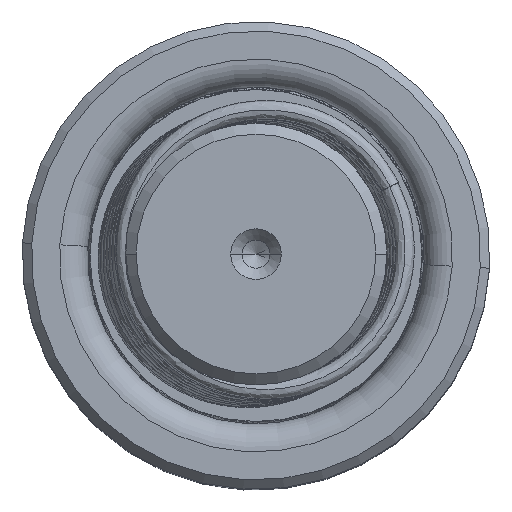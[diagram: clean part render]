
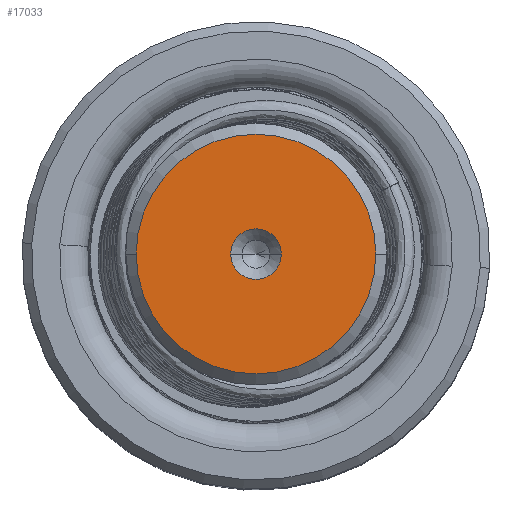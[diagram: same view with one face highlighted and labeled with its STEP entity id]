
A CAD part, top view. The second image highlights one B-rep face of the part: STEP entity #17033.
In plain terms, the highlighted planar face has unit normal (0, 0, 1).
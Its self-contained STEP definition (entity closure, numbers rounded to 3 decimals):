
#10 = DIRECTION ( 'NONE',  ( 1., 0., 0. ) ) ;
#117 = ORIENTED_EDGE ( 'NONE', *, *, #9588, .F. ) ;
#1453 = VERTEX_POINT ( 'NONE', #8507 ) ;
#1829 = DIRECTION ( 'NONE',  ( 1., 0., 0. ) ) ;
#4517 = DIRECTION ( 'NONE',  ( 1., 0., 0. ) ) ;
#5692 = AXIS2_PLACEMENT_3D ( 'NONE', #32329, #47867, #44150 ) ;
#6014 = CIRCLE ( 'NONE', #5692, 2.7 ) ;
#7389 = VERTEX_POINT ( 'NONE', #48512 ) ;
#8507 = CARTESIAN_POINT ( 'NONE',  ( 2.7, 0., 150. ) ) ;
#9588 = EDGE_CURVE ( 'NONE', #1453, #14891, #33317, .T. ) ;
#9947 = EDGE_LOOP ( 'NONE', ( #24649, #41096 ) ) ;
#12111 = FACE_OUTER_BOUND ( 'NONE', #9947, .T. ) ;
#12408 = EDGE_CURVE ( 'NONE', #7389, #35525, #31420, .T. ) ;
#13667 = DIRECTION ( 'NONE',  ( 0., 0., 1. ) ) ;
#14891 = VERTEX_POINT ( 'NONE', #32899 ) ;
#15251 = EDGE_CURVE ( 'NONE', #14891, #1453, #6014, .T. ) ;
#17033 = ADVANCED_FACE ( 'NONE', ( #22371, #12111 ), #21432, .T. ) ;
#21432 = PLANE ( 'NONE',  #30619 ) ;
#22371 = FACE_BOUND ( 'NONE', #42988, .T. ) ;
#23365 = EDGE_CURVE ( 'NONE', #35525, #7389, #31713, .T. ) ;
#23910 = CARTESIAN_POINT ( 'NONE',  ( 0., 0., 150. ) ) ;
#24649 = ORIENTED_EDGE ( 'NONE', *, *, #12408, .T. ) ;
#27615 = DIRECTION ( 'NONE',  ( 0., 0., 1. ) ) ;
#30514 = CARTESIAN_POINT ( 'NONE',  ( 0., 0., 150. ) ) ;
#30619 = AXIS2_PLACEMENT_3D ( 'NONE', #30514, #49626, #33910 ) ;
#31420 = CIRCLE ( 'NONE', #37066, 12.811 ) ;
#31713 = CIRCLE ( 'NONE', #47844, 12.811 ) ;
#32167 = AXIS2_PLACEMENT_3D ( 'NONE', #46303, #46470, #10 ) ;
#32329 = CARTESIAN_POINT ( 'NONE',  ( 0., 0., 150. ) ) ;
#32899 = CARTESIAN_POINT ( 'NONE',  ( -2.7, 0., 150. ) ) ;
#33317 = CIRCLE ( 'NONE', #32167, 2.7 ) ;
#33910 = DIRECTION ( 'NONE',  ( 1., 0., 0. ) ) ;
#35525 = VERTEX_POINT ( 'NONE', #48358 ) ;
#36287 = CARTESIAN_POINT ( 'NONE',  ( 0., 0., 150. ) ) ;
#37066 = AXIS2_PLACEMENT_3D ( 'NONE', #23910, #27615, #4517 ) ;
#41096 = ORIENTED_EDGE ( 'NONE', *, *, #23365, .T. ) ;
#42988 = EDGE_LOOP ( 'NONE', ( #117, #48175 ) ) ;
#44150 = DIRECTION ( 'NONE',  ( 1., 0., 0. ) ) ;
#46303 = CARTESIAN_POINT ( 'NONE',  ( 0., 0., 150. ) ) ;
#46470 = DIRECTION ( 'NONE',  ( 0., 0., 1. ) ) ;
#47844 = AXIS2_PLACEMENT_3D ( 'NONE', #36287, #13667, #1829 ) ;
#47867 = DIRECTION ( 'NONE',  ( 0., 0., 1. ) ) ;
#48175 = ORIENTED_EDGE ( 'NONE', *, *, #15251, .F. ) ;
#48358 = CARTESIAN_POINT ( 'NONE',  ( 12.811, 0., 150. ) ) ;
#48512 = CARTESIAN_POINT ( 'NONE',  ( -12.811, 0., 150. ) ) ;
#49626 = DIRECTION ( 'NONE',  ( 0., 0., 1. ) ) ;
